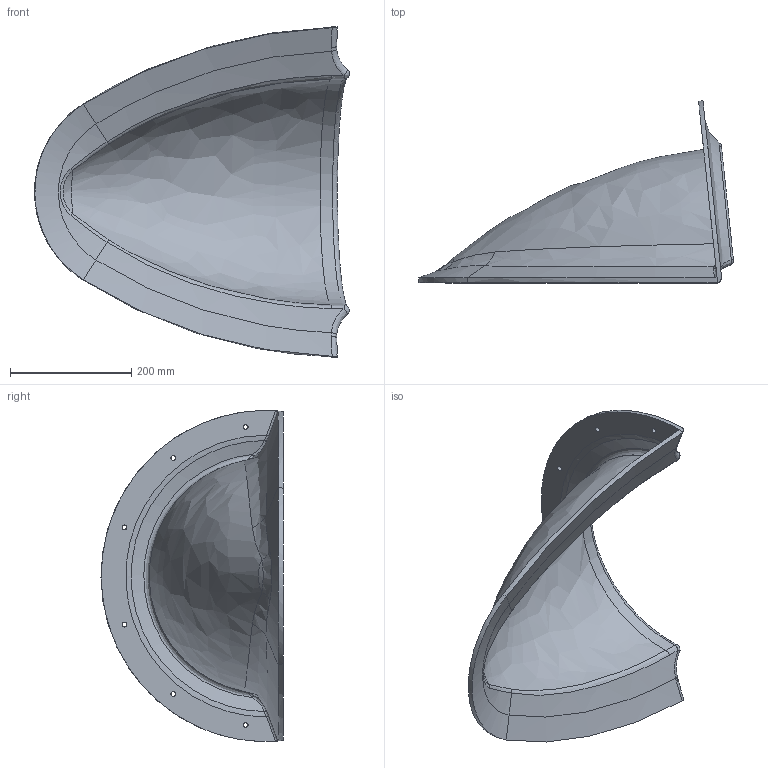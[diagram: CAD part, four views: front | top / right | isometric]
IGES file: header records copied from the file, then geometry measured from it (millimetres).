
Global section: file name: Ø386 SP550,; native system: Autodesk Inventor 2015; preprocessor: unknown; author: Elvira H.; date: 20151015.095821; units: millimetre
Bounding box: 518.45 x 299.79 x 544.71 mm (x, y, z)
Volume: 2710504.8 mm3; surface area: 694104.5 mm2
Topology: 1 solids, 1 shells, 62 faces, 164 edges, 104 vertices
Faces by surface type: bspline 62
